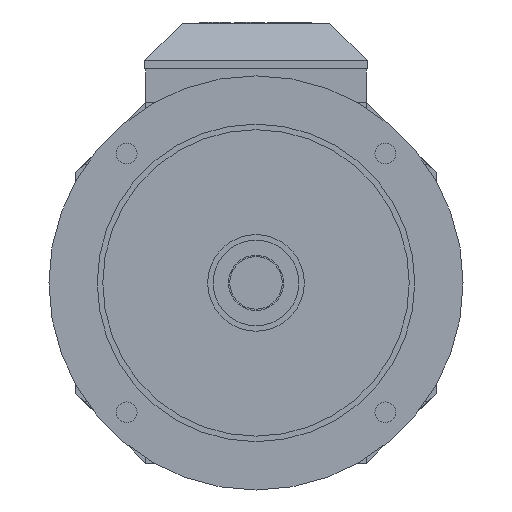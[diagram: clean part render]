
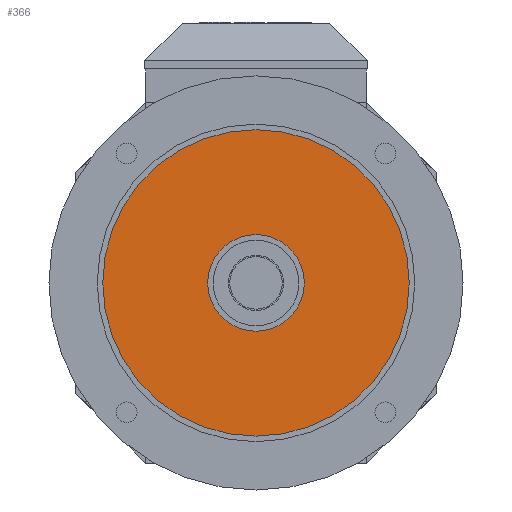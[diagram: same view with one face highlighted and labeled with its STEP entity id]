
A CAD part, front view. The second image highlights one B-rep face of the part: STEP entity #366.
In plain terms, the highlighted planar face has unit normal (0, -1, 0).
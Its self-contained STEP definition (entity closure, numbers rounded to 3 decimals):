
#55=FACE_BOUND('',#744,.T.);
#56=FACE_BOUND('',#745,.T.);
#201=PLANE('',#3127);
#366=ADVANCED_FACE('',(#55,#56),#201,.T.);
#744=EDGE_LOOP('',(#1467,#1468));
#745=EDGE_LOOP('',(#1469,#1470));
#822=CIRCLE('',#2954,111.);
#825=CIRCLE('',#2958,35.);
#881=CIRCLE('',#3122,35.);
#883=CIRCLE('',#3126,111.);
#1467=ORIENTED_EDGE('',*,*,#1983,.T.);
#1468=ORIENTED_EDGE('',*,*,#2278,.T.);
#1469=ORIENTED_EDGE('',*,*,#2276,.T.);
#1470=ORIENTED_EDGE('',*,*,#1989,.T.);
#1719=VERTEX_POINT('',#4030);
#1720=VERTEX_POINT('',#4032);
#1722=VERTEX_POINT('',#4038);
#1725=VERTEX_POINT('',#4043);
#1983=EDGE_CURVE('',#1720,#1719,#822,.T.);
#1989=EDGE_CURVE('',#1722,#1725,#825,.T.);
#2276=EDGE_CURVE('',#1725,#1722,#881,.T.);
#2278=EDGE_CURVE('',#1719,#1720,#883,.T.);
#2954=AXIS2_PLACEMENT_3D('',#4031,#3239,#3240);
#2958=AXIS2_PLACEMENT_3D('',#4044,#3250,#3251);
#3122=AXIS2_PLACEMENT_3D('',#4760,#3789,#3790);
#3126=AXIS2_PLACEMENT_3D('',#4764,#3797,#3798);
#3127=AXIS2_PLACEMENT_3D('',#4765,#3799,#3800);
#3239=DIRECTION('',(0.,-1.,0.));
#3240=DIRECTION('',(-1.,0.,0.));
#3250=DIRECTION('',(0.,1.,0.));
#3251=DIRECTION('',(-1.,0.,0.));
#3789=DIRECTION('',(0.,1.,0.));
#3790=DIRECTION('',(-1.,0.,0.));
#3797=DIRECTION('',(0.,-1.,0.));
#3798=DIRECTION('',(-1.,0.,0.));
#3799=DIRECTION('',(0.,-1.,0.));
#3800=DIRECTION('',(0.,0.,1.));
#4030=CARTESIAN_POINT('',(-111.,-409.,0.));
#4031=CARTESIAN_POINT('',(0.,-409.,0.));
#4032=CARTESIAN_POINT('',(111.,-409.,0.));
#4038=CARTESIAN_POINT('',(-35.,-409.,0.));
#4043=CARTESIAN_POINT('',(35.,-409.,0.));
#4044=CARTESIAN_POINT('',(0.,-409.,0.));
#4760=CARTESIAN_POINT('',(0.,-409.,0.));
#4764=CARTESIAN_POINT('',(0.,-409.,0.));
#4765=CARTESIAN_POINT('',(0.,-409.,0.));
